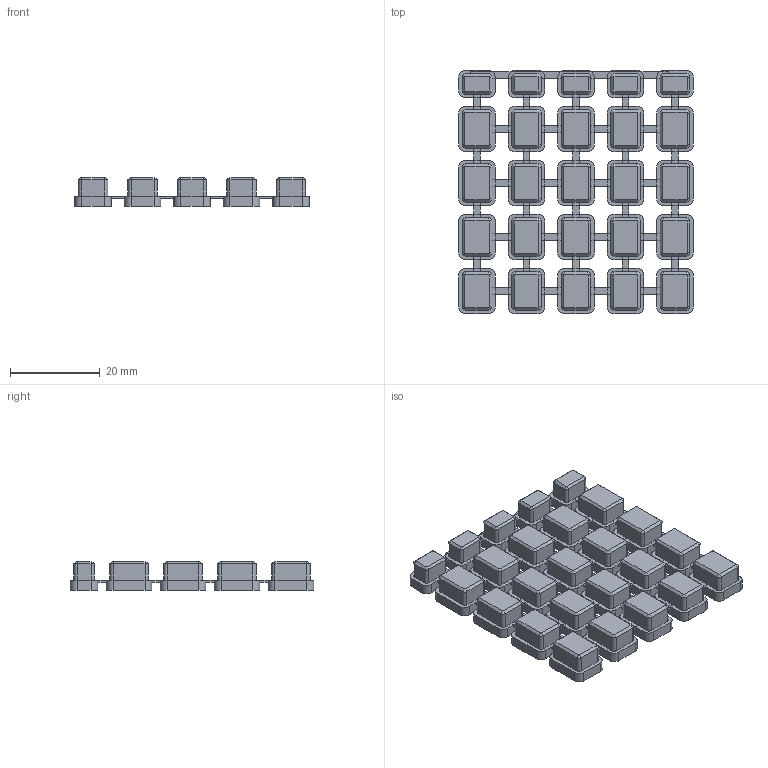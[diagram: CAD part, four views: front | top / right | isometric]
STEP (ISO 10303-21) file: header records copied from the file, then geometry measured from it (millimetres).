
FILE_DESCRIPTION(('FreeCAD Model'),'2;1');
FILE_NAME('Open CASCADE Shape Model','2023-01-16T17:54:11',('Author'),( ''),'Open CASCADE STEP processor 7.6','FreeCAD','Unknown');
FILE_SCHEMA(('AUTOMOTIVE_DESIGN { 1 0 10303 214 1 1 1 1 }'));
Products named in the file (1): Fusion004
Bounding box: 52.1 x 54.1 x 6.4 mm (x, y, z)
Volume: 9298.6 mm3; surface area: 8432.5 mm2
Topology: 1 solids, 1 shells, 967 faces, 2496 edges, 1499 vertices
Faces by surface type: plane 667, cylinder 200, cone 100
Entity records: 60344 total; most frequent: CARTESIAN_POINT 10883, DIRECTION 9052, LINE 5668, VECTOR 5668, ORIENTED_EDGE 4992, PCURVE 4992, DEFINITIONAL_REPRESENTATION 4992, EDGE_CURVE 2496
